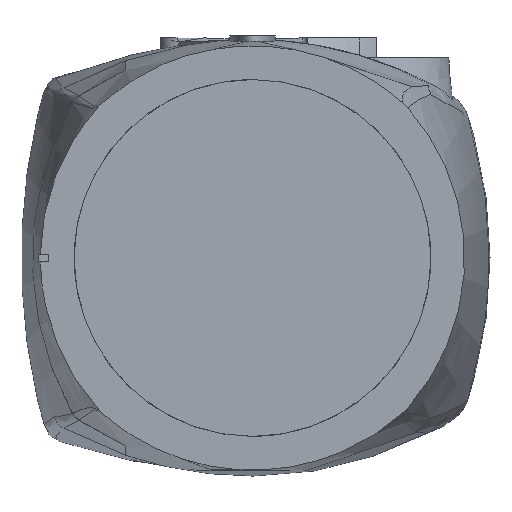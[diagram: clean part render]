
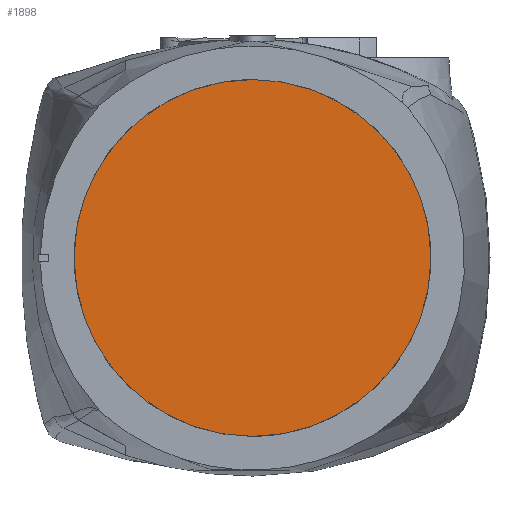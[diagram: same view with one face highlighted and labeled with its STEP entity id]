
A CAD part, left-side view. The second image highlights one B-rep face of the part: STEP entity #1898.
In plain terms, the highlighted planar face has unit normal (-1, 0, 0).
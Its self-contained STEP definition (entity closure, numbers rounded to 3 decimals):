
#600 = AXIS2_PLACEMENT_3D ( 'NONE', #2645, #11506, #7938 ) ;
#1898 = ADVANCED_FACE ( 'NONE', ( #2386 ), #21939, .T. ) ;
#1980 = DIRECTION ( 'NONE',  ( 0., 0., -1. ) ) ;
#2028 = ORIENTED_EDGE ( 'NONE', *, *, #19078, .T. ) ;
#2386 = FACE_OUTER_BOUND ( 'NONE', #17801, .T. ) ;
#2645 = CARTESIAN_POINT ( 'NONE',  ( 507., 47.5, 1080. ) ) ;
#6956 = AXIS2_PLACEMENT_3D ( 'NONE', #7327, #9088, #14734 ) ;
#7258 = AXIS2_PLACEMENT_3D ( 'NONE', #9265, #17974, #1980 ) ;
#7327 = CARTESIAN_POINT ( 'NONE',  ( 507., 0., 1080. ) ) ;
#7938 = DIRECTION ( 'NONE',  ( 0., 0., 1. ) ) ;
#9088 = DIRECTION ( 'NONE',  ( -1., 0., 0. ) ) ;
#9265 = CARTESIAN_POINT ( 'NONE',  ( 507., 0., 1080. ) ) ;
#11506 = DIRECTION ( 'NONE',  ( -1., 0., 0. ) ) ;
#11525 = VERTEX_POINT ( 'NONE', #21390 ) ;
#12853 = CARTESIAN_POINT ( 'NONE',  ( 507., 0., 1035. ) ) ;
#13538 = VERTEX_POINT ( 'NONE', #12853 ) ;
#14734 = DIRECTION ( 'NONE',  ( 0., 0., -1. ) ) ;
#15916 = EDGE_CURVE ( 'NONE', #13538, #11525, #17300, .T. ) ;
#17253 = ORIENTED_EDGE ( 'NONE', *, *, #15916, .T. ) ;
#17300 = CIRCLE ( 'NONE', #7258, 45. ) ;
#17801 = EDGE_LOOP ( 'NONE', ( #17253, #2028 ) ) ;
#17974 = DIRECTION ( 'NONE',  ( -1., 0., 0. ) ) ;
#19078 = EDGE_CURVE ( 'NONE', #11525, #13538, #22215, .T. ) ;
#21390 = CARTESIAN_POINT ( 'NONE',  ( 507., 0., 1125. ) ) ;
#21939 = PLANE ( 'NONE',  #600 ) ;
#22215 = CIRCLE ( 'NONE', #6956, 45. ) ;
